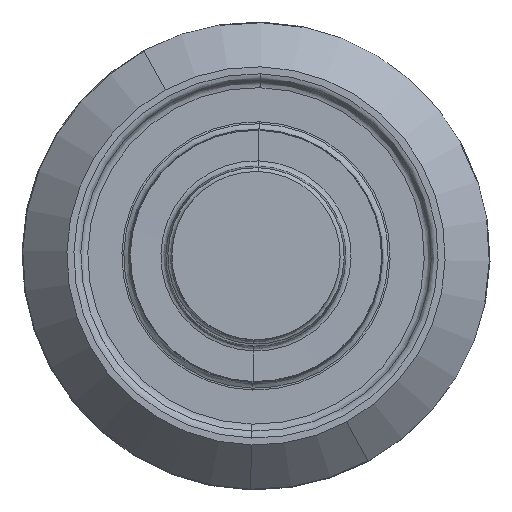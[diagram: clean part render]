
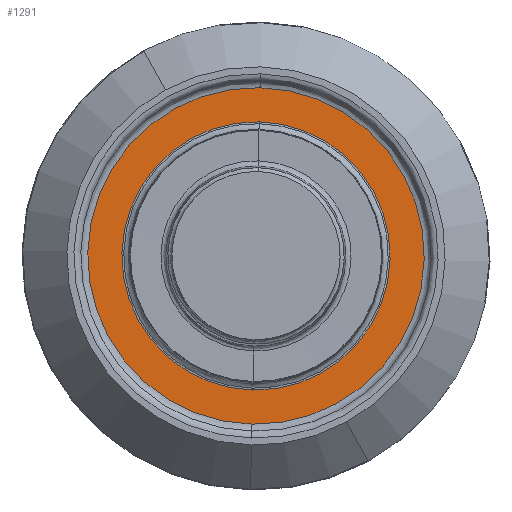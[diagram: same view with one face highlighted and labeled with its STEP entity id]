
A CAD part, top view. The second image highlights one B-rep face of the part: STEP entity #1291.
In plain terms, the highlighted planar face has unit normal (0, 0, 1).
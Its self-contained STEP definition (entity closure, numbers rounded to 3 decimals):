
#529=AXIS2_PLACEMENT_3D('Circle Axis2P3D',#527,#528,$) ;
#609=AXIS2_PLACEMENT_3D('Circle Axis2P3D',#607,#608,$) ;
#1263=AXIS2_PLACEMENT_3D('Circle Axis2P3D',#1261,#1262,$) ;
#1276=AXIS2_PLACEMENT_3D('Plane Axis2P3D',#1273,#1274,#1275) ;
#1280=AXIS2_PLACEMENT_3D('Circle Axis2P3D',#1278,#1279,$) ;
#524=CARTESIAN_POINT('Vertex',(0.15,6.358,3.1)) ;
#527=CARTESIAN_POINT('Axis2P3D Location',(0.,0.,3.1)) ;
#531=CARTESIAN_POINT('Vertex',(-0.15,-6.358,3.1)) ;
#582=CARTESIAN_POINT('Vertex',(0.12,5.068,3.1)) ;
#604=CARTESIAN_POINT('Vertex',(-0.12,-5.068,3.1)) ;
#607=CARTESIAN_POINT('Axis2P3D Location',(0.,0.,3.1)) ;
#1261=CARTESIAN_POINT('Axis2P3D Location',(0.,0.,3.1)) ;
#1273=CARTESIAN_POINT('Axis2P3D Location',(9.5,0.,3.1)) ;
#1278=CARTESIAN_POINT('Axis2P3D Location',(0.,0.,3.1)) ;
#528=DIRECTION('Axis2P3D Direction',(-0.,0.,1.)) ;
#608=DIRECTION('Axis2P3D Direction',(-0.,0.,1.)) ;
#1262=DIRECTION('Axis2P3D Direction',(-0.,0.,1.)) ;
#1274=DIRECTION('Axis2P3D Direction',(0.,0.,-1.)) ;
#1275=DIRECTION('Axis2P3D XDirection',(1.,0.,0.)) ;
#1279=DIRECTION('Axis2P3D Direction',(0.,0.,-1.)) ;
#1284=ORIENTED_EDGE('',*,*,#533,.T.) ;
#1285=ORIENTED_EDGE('',*,*,#1282,.T.) ;
#1288=ORIENTED_EDGE('',*,*,#611,.F.) ;
#1289=ORIENTED_EDGE('',*,*,#1265,.F.) ;
#1290=FACE_BOUND('',#1287,.T.) ;
#1291=ADVANCED_FACE('NOCUT',(#1286,#1290),#1277,.F.) ;
#530=CIRCLE('generated circle',#529,6.359) ;
#610=CIRCLE('generated circle',#609,5.07) ;
#1264=CIRCLE('generated circle',#1263,5.07) ;
#1281=CIRCLE('generated circle',#1280,6.359) ;
#533=EDGE_CURVE('',#532,#525,#530,.T.) ;
#611=EDGE_CURVE('',#605,#583,#610,.T.) ;
#1265=EDGE_CURVE('',#583,#605,#1264,.T.) ;
#1282=EDGE_CURVE('',#525,#532,#1281,.F.) ;
#1283=EDGE_LOOP('',(#1284,#1285)) ;
#1287=EDGE_LOOP('',(#1288,#1289)) ;
#1286=FACE_OUTER_BOUND('',#1283,.T.) ;
#1277=PLANE('',#1276) ;
#525=VERTEX_POINT('',#524) ;
#532=VERTEX_POINT('',#531) ;
#583=VERTEX_POINT('',#582) ;
#605=VERTEX_POINT('',#604) ;
